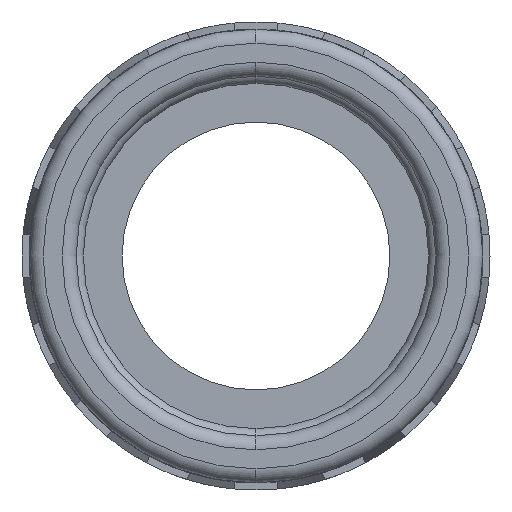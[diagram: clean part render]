
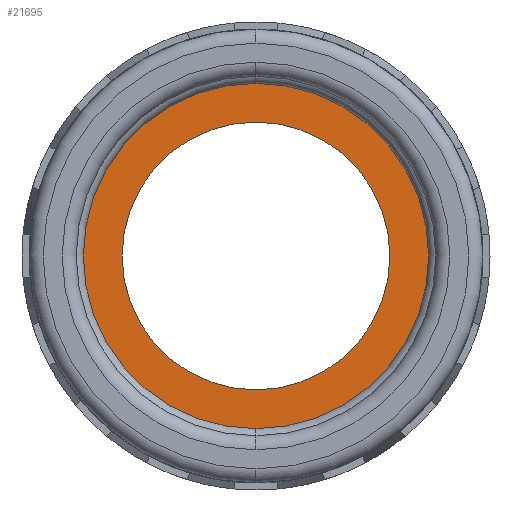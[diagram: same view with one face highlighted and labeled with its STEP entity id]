
A CAD part, left-side view. The second image highlights one B-rep face of the part: STEP entity #21695.
In plain terms, the highlighted planar face has unit normal (-1, 0, 0).
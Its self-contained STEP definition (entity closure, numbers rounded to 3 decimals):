
#59 = DIRECTION ( 'NONE',  ( -1., 0., 0. ) ) ;
#224 = EDGE_LOOP ( 'NONE', ( #5465, #14374 ) ) ;
#2986 = CARTESIAN_POINT ( 'NONE',  ( -100.5, 0., -9.5 ) ) ;
#3680 = AXIS2_PLACEMENT_3D ( 'NONE', #21266, #9683, #23188 ) ;
#4751 = VERTEX_POINT ( 'NONE', #2986 ) ;
#4886 = CIRCLE ( 'NONE', #3680, 9.5 ) ;
#4897 = EDGE_CURVE ( 'NONE', #7993, #10229, #24709, .T. ) ;
#5465 = ORIENTED_EDGE ( 'NONE', *, *, #21797, .T. ) ;
#5470 = CARTESIAN_POINT ( 'NONE',  ( -100.5, 0., 0. ) ) ;
#6000 = VERTEX_POINT ( 'NONE', #8162 ) ;
#6320 = AXIS2_PLACEMENT_3D ( 'NONE', #5470, #19121, #7471 ) ;
#7471 = DIRECTION ( 'NONE',  ( 0., 0., 1. ) ) ;
#7993 = VERTEX_POINT ( 'NONE', #17362 ) ;
#8162 = CARTESIAN_POINT ( 'NONE',  ( -100.5, 0., 9.5 ) ) ;
#8235 = PLANE ( 'NONE',  #9548 ) ;
#8836 = FACE_OUTER_BOUND ( 'NONE', #224, .T. ) ;
#9178 = CARTESIAN_POINT ( 'NONE',  ( -100.5, 0., 12.75 ) ) ;
#9548 = AXIS2_PLACEMENT_3D ( 'NONE', #16189, #21951, #10401 ) ;
#9683 = DIRECTION ( 'NONE',  ( -1., 0., 0. ) ) ;
#10229 = VERTEX_POINT ( 'NONE', #9178 ) ;
#10401 = DIRECTION ( 'NONE',  ( 0., 0., 1. ) ) ;
#10574 = CARTESIAN_POINT ( 'NONE',  ( -100.5, 0., 0. ) ) ;
#11090 = EDGE_LOOP ( 'NONE', ( #24562, #22773 ) ) ;
#11866 = CARTESIAN_POINT ( 'NONE',  ( -100.5, 0., 0. ) ) ;
#12164 = AXIS2_PLACEMENT_3D ( 'NONE', #10574, #24054, #12522 ) ;
#12522 = DIRECTION ( 'NONE',  ( 0., 0., 1. ) ) ;
#13825 = DIRECTION ( 'NONE',  ( 0., 0., 1. ) ) ;
#14374 = ORIENTED_EDGE ( 'NONE', *, *, #4897, .T. ) ;
#14631 = CIRCLE ( 'NONE', #12164, 12.75 ) ;
#16189 = CARTESIAN_POINT ( 'NONE',  ( -100.5, 0., 0. ) ) ;
#17342 = EDGE_CURVE ( 'NONE', #4751, #6000, #4886, .T. ) ;
#17362 = CARTESIAN_POINT ( 'NONE',  ( -100.5, 0., -12.75 ) ) ;
#17999 = CIRCLE ( 'NONE', #24857, 9.5 ) ;
#19110 = EDGE_CURVE ( 'NONE', #6000, #4751, #17999, .T. ) ;
#19121 = DIRECTION ( 'NONE',  ( -1., 0., 0. ) ) ;
#19165 = FACE_BOUND ( 'NONE', #11090, .T. ) ;
#21266 = CARTESIAN_POINT ( 'NONE',  ( -100.5, 0., 0. ) ) ;
#21695 = ADVANCED_FACE ( 'NONE', ( #19165, #8836 ), #8235, .T. ) ;
#21797 = EDGE_CURVE ( 'NONE', #10229, #7993, #14631, .T. ) ;
#21951 = DIRECTION ( 'NONE',  ( -1., 0., 0. ) ) ;
#22773 = ORIENTED_EDGE ( 'NONE', *, *, #17342, .F. ) ;
#23188 = DIRECTION ( 'NONE',  ( 0., 0., 1. ) ) ;
#24054 = DIRECTION ( 'NONE',  ( -1., 0., 0. ) ) ;
#24562 = ORIENTED_EDGE ( 'NONE', *, *, #19110, .F. ) ;
#24709 = CIRCLE ( 'NONE', #6320, 12.75 ) ;
#24857 = AXIS2_PLACEMENT_3D ( 'NONE', #11866, #59, #13825 ) ;
